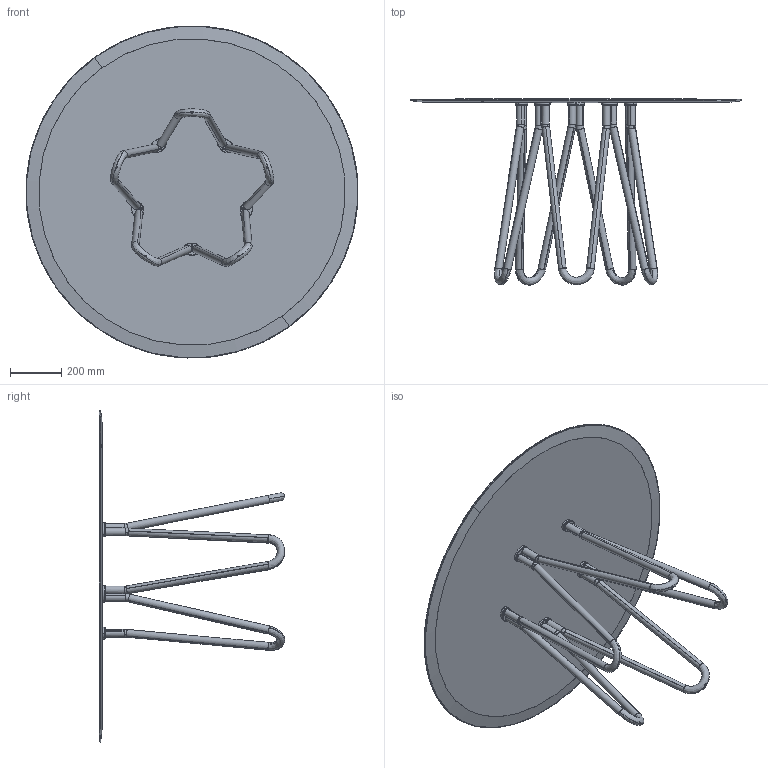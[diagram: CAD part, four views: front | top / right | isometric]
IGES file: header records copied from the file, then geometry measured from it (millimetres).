
Start section: SolidWorks IGES file using analytic representation for surfaces
Global section: file name: MEDUSA TAVOLO.IGS; native system: SolidWorks 2016; preprocessor: SolidWorks 2016; author: andrea.intermite; date: 170321.105118; units: millimetre
Bounding box: 1299.42 x 727.13 x 1299.42 mm (x, y, z)
Volume: 17063086.8 mm3; surface area: 4009494 mm2
Topology: 21 solids, 21 shells, 252 faces, 1369 edges, 1871 vertices
Faces by surface type: revolution 195, plane 37, bspline 20
